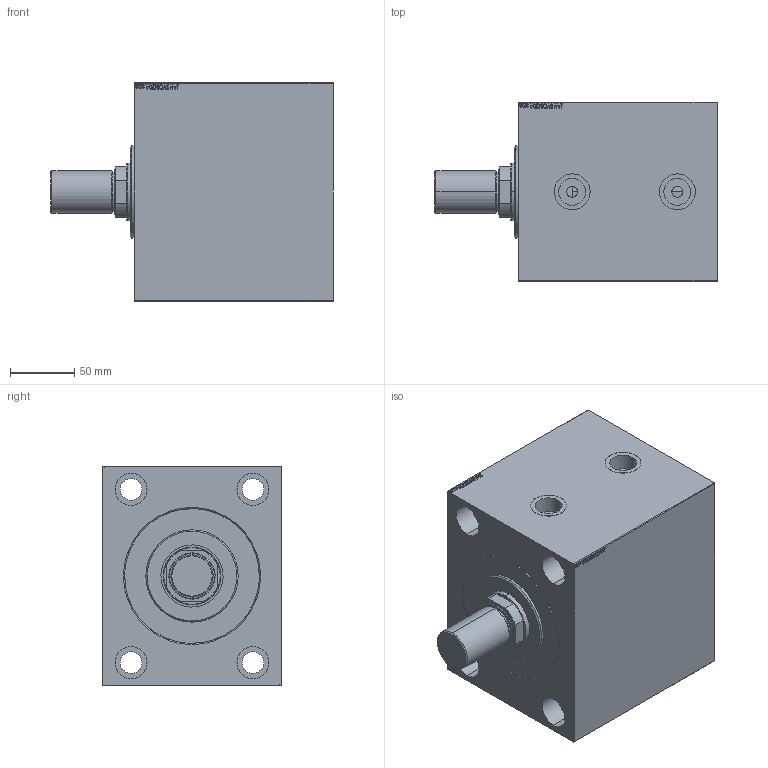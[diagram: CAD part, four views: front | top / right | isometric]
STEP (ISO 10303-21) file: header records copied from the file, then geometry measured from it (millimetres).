
FILE_DESCRIPTION (( 'STEP AP203' ), '1' );
FILE_NAME ('adad.STEP', '2023-01-23T10:34:08', ( '' ), ( '' ), 'SwSTEP 2.0', 'SolidWorks 2019', '' );
FILE_SCHEMA (( 'CONFIG_CONTROL_DESIGN' ));
Length unit declared in the file: millimetre
Products named in the file (5): adad; V450CM_C_Body fc732518ea432b9ec9c1ec52d4565dc5; V450CM_C_VCP fc732518ea432b9ec9c1ec52d4565dc5; V450CM_MALE_METRIC fc732518ea432b9ec9c1ec52d4565dc5; V450CM_VC_B fc732518ea432b9ec9c1ec52d4565dc5
Assembly tree (4 placements, depth 2):
  adad
    V450CM_C_Body fc732518ea432b9ec9c1ec52d4565dc5
    V450CM_C_VCP fc732518ea432b9ec9c1ec52d4565dc5
    V450CM_VC_B fc732518ea432b9ec9c1ec52d4565dc5
    V450CM_MALE_METRIC fc732518ea432b9ec9c1ec52d4565dc5
Bounding box: 220 x 140 x 170 mm (x, y, z)
Volume: 3215588.4 mm3; surface area: 312535.2 mm2
Topology: 4 solids, 4 shells, 896 faces, 2286 edges, 1513 vertices
Faces by surface type: plane 418, bspline 380, cylinder 78, cone 18, torus 2
Entity records: 45237 total; most frequent: CARTESIAN_POINT 25468, ORIENTED_EDGE 4568, DIRECTION 2724, EDGE_CURVE 2284, VERTEX_POINT 1513, VECTOR 1330, LINE 1330, EDGE_LOOP 1031
